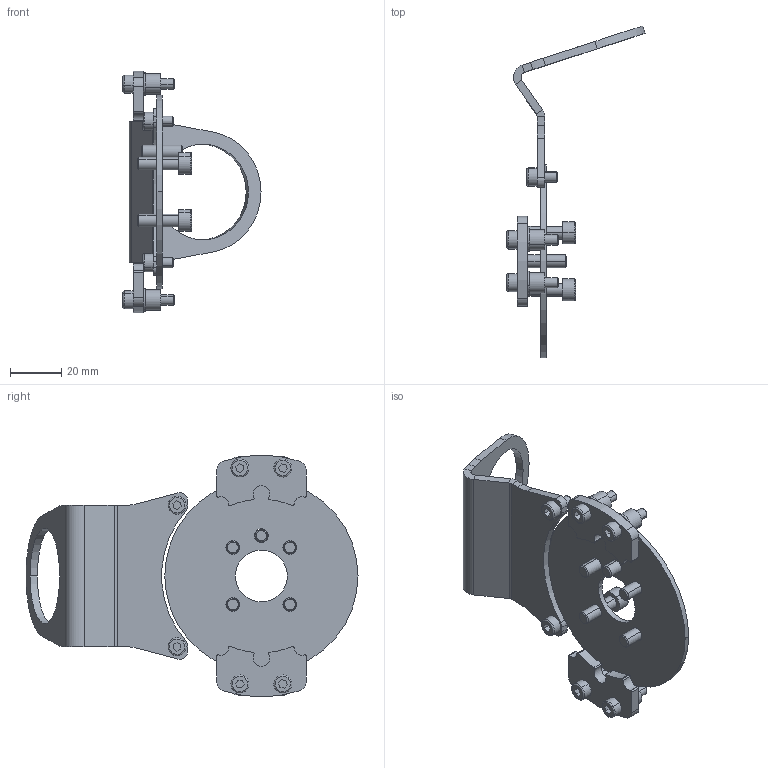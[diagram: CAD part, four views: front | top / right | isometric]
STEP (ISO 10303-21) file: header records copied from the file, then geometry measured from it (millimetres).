
FILE_DESCRIPTION (( 'STEP AP203' ), '1' );
FILE_NAME ('P5313.STEP', '2019-11-28T15:24:52', ( 'admin' ), ( '' ), 'SwSTEP 2.0', 'SolidWorks 2017', '' );
FILE_SCHEMA (( 'CONFIG_CONTROL_DESIGN' ));
Length unit declared in the file: millimetre
Products named in the file (1): P5313
Bounding box: 53.95 x 129.71 x 94.5 mm (x, y, z)
Volume: 28514.6 mm3; surface area: 26956.6 mm2
Topology: 23 solids, 23 shells, 344 faces, 774 edges, 496 vertices
Faces by surface type: cylinder 150, plane 150, cone 24, torus 20
Entity records: 9779 total; most frequent: DIRECTION 1828, CARTESIAN_POINT 1615, ORIENTED_EDGE 1548, EDGE_CURVE 774, AXIS2_PLACEMENT_3D 709, VERTEX_POINT 496, VECTOR 410, LINE 410
